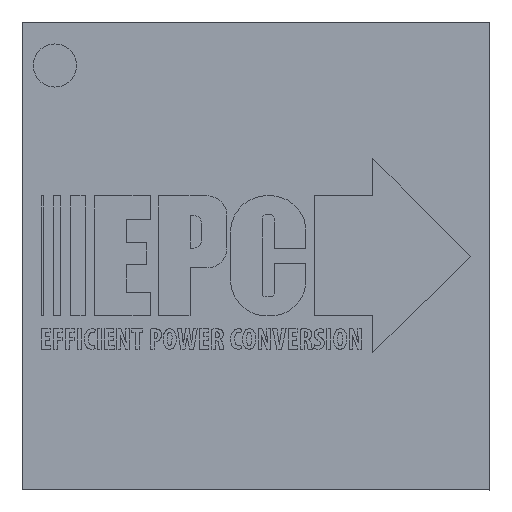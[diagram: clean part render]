
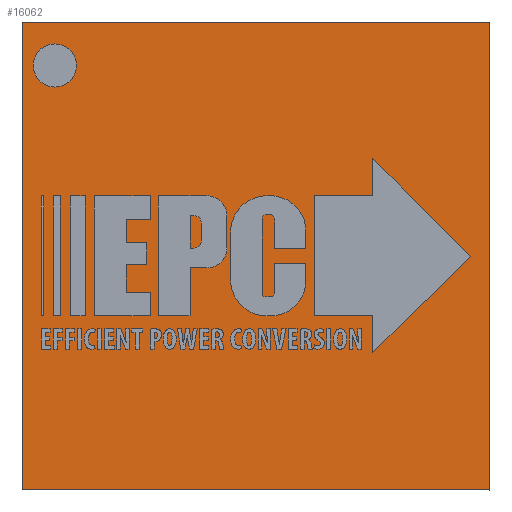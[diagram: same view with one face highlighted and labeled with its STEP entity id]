
A CAD part, top view. The second image highlights one B-rep face of the part: STEP entity #16062.
In plain terms, the highlighted planar face has unit normal (0, 0, 1).
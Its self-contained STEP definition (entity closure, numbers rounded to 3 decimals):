
#15933 = VERTEX_POINT('',#15934);
#15934 = CARTESIAN_POINT('',(1.625,-1.628,0.685));
#15940 = EDGE_CURVE('',#15933,#15941,#15943,.T.);
#15941 = VERTEX_POINT('',#15942);
#15942 = CARTESIAN_POINT('',(-1.625,-1.622,0.685));
#15943 = LINE('',#15944,#15945);
#15944 = CARTESIAN_POINT('',(1.625,-1.628,0.685));
#15945 = VECTOR('',#15946,1.);
#15946 = DIRECTION('',(-1.,0.002,0.));
#15971 = EDGE_CURVE('',#15941,#15972,#15974,.T.);
#15972 = VERTEX_POINT('',#15973);
#15973 = CARTESIAN_POINT('',(-1.625,1.628,0.685));
#15974 = LINE('',#15975,#15976);
#15975 = CARTESIAN_POINT('',(-1.625,-1.622,0.685));
#15976 = VECTOR('',#15977,1.);
#15977 = DIRECTION('',(0.,1.,0.));
#16002 = EDGE_CURVE('',#15972,#16003,#16005,.T.);
#16003 = VERTEX_POINT('',#16004);
#16004 = CARTESIAN_POINT('',(1.625,1.622,0.685));
#16005 = LINE('',#16006,#16007);
#16006 = CARTESIAN_POINT('',(-1.625,1.628,0.685));
#16007 = VECTOR('',#16008,1.);
#16008 = DIRECTION('',(1.,-0.002,0.));
#16033 = EDGE_CURVE('',#16003,#15933,#16034,.T.);
#16034 = LINE('',#16035,#16036);
#16035 = CARTESIAN_POINT('',(1.625,1.622,0.685));
#16036 = VECTOR('',#16037,1.);
#16037 = DIRECTION('',(0.,-1.,0.));
#16062 = ADVANCED_FACE('',(#16063),#16069,.T.);
#16063 = FACE_BOUND('',#16064,.F.);
#16064 = EDGE_LOOP('',(#16065,#16066,#16067,#16068));
#16065 = ORIENTED_EDGE('',*,*,#15940,.T.);
#16066 = ORIENTED_EDGE('',*,*,#15971,.T.);
#16067 = ORIENTED_EDGE('',*,*,#16002,.T.);
#16068 = ORIENTED_EDGE('',*,*,#16033,.T.);
#16069 = PLANE('',#16070);
#16070 = AXIS2_PLACEMENT_3D('',#16071,#16072,#16073);
#16071 = CARTESIAN_POINT('',(1.625,-1.628,0.685));
#16072 = DIRECTION('',(0.,0.,1.));
#16073 = DIRECTION('',(1.,0.,-0.));
